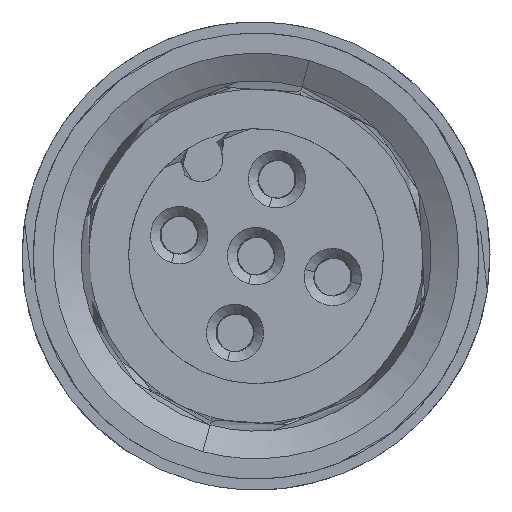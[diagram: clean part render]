
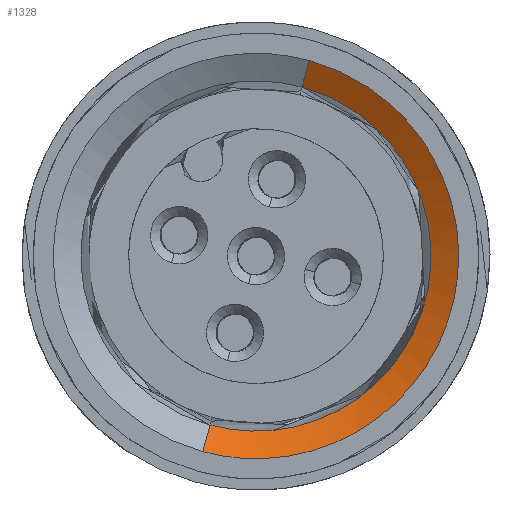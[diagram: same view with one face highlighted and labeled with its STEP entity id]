
A CAD part, left-side view. The second image highlights one B-rep face of the part: STEP entity #1328.
In plain terms, the highlighted conical face has half-angle 60 degrees and reference radius 5.5 mm.
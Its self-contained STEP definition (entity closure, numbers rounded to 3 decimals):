
#83 = FACE_OUTER_BOUND ( 'NONE', #4627, .T. ) ;
#106 = CARTESIAN_POINT ( 'NONE',  ( 1.29, 13.634, 32.166 ) ) ;
#181 = CARTESIAN_POINT ( 'NONE',  ( 1.29, 20., 25.384 ) ) ;
#376 = VERTEX_POINT ( 'NONE', #4495 ) ;
#778 = EDGE_CURVE ( 'NONE', #11737, #5173, #5073, .T. ) ;
#929 = CARTESIAN_POINT ( 'NONE',  ( 1.79, 14.5, 32.47 ) ) ;
#1224 = CARTESIAN_POINT ( 'NONE',  ( 1.29, 13.959, 33.802 ) ) ;
#1300 = CARTESIAN_POINT ( 'NONE',  ( 1.29, 18.35, 25.588 ) ) ;
#1328 = ADVANCED_FACE ( 'NONE', ( #83 ), #4796, .F. ) ;
#2053 = CARTESIAN_POINT ( 'NONE',  ( 1.79, 15.602, 35.131 ) ) ;
#2082 = B_SPLINE_CURVE_WITH_KNOTS ( 'NONE', 3,
 ( #8854, #13471, #3180, #7728, #12335, #2053, #6598, #11195, #929, #5484, #10064, #14666, #4372, #8937, #13544, #3248, #7803, #12411 ),
 .UNSPECIFIED., .F., .F.,
 ( 4, 2, 2, 2, 2, 2, 2, 2, 4 ),
 ( 0., 0.125, 0.25, 0.375, 0.5, 0.625, 0.75, 0.875, 1. ),
 .UNSPECIFIED. ) ;
#2164 = EDGE_CURVE ( 'NONE', #8066, #376, #7995, .T. ) ;
#2320 = DIRECTION ( 'NONE',  ( -0.5, 0., -0.866 ) ) ;
#2341 = CARTESIAN_POINT ( 'NONE',  ( 1.29, 15.793, 36.546 ) ) ;
#2425 = CARTESIAN_POINT ( 'NONE',  ( 1.29, 16.81, 26.226 ) ) ;
#2477 = DIRECTION ( 'NONE',  ( -1., 0., 0. ) ) ;
#2830 = DIRECTION ( 'NONE',  ( -0.5, 0., 0.866 ) ) ;
#3049 = VECTOR ( 'NONE', #2320, 1000. ) ;
#3180 = CARTESIAN_POINT ( 'NONE',  ( 1.79, 18.56, 37.107 ) ) ;
#3248 = CARTESIAN_POINT ( 'NONE',  ( 1.79, 18.56, 26.394 ) ) ;
#3359 = ORIENTED_EDGE ( 'NONE', *, *, #8148, .F. ) ;
#3449 = CARTESIAN_POINT ( 'NONE',  ( 1.29, 17.18, 37.473 ) ) ;
#3527 = CARTESIAN_POINT ( 'NONE',  ( 1.29, 14.908, 27.84 ) ) ;
#3530 = CARTESIAN_POINT ( 'NONE',  ( 1.29, 20., 38.117 ) ) ;
#4372 = CARTESIAN_POINT ( 'NONE',  ( 1.79, 15.602, 28.371 ) ) ;
#4495 = CARTESIAN_POINT ( 'NONE',  ( 1.29, 20., 25.384 ) ) ;
#4581 = CARTESIAN_POINT ( 'NONE',  ( 1.29, 20., 38.117 ) ) ;
#4627 = EDGE_LOOP ( 'NONE', ( #12854, #5956, #3359, #13554 ) ) ;
#4630 = CARTESIAN_POINT ( 'NONE',  ( 1.79, 20., 31.751 ) ) ;
#4653 = CARTESIAN_POINT ( 'NONE',  ( 1.29, 13.634, 30.916 ) ) ;
#4796 = CONICAL_SURFACE ( 'NONE', #13199, 5.5, 1.047 ) ;
#5073 = LINE ( 'NONE', #13109, #7193 ) ;
#5173 = VERTEX_POINT ( 'NONE', #3530 ) ;
#5484 = CARTESIAN_POINT ( 'NONE',  ( 1.79, 14.5, 31.031 ) ) ;
#5779 = CARTESIAN_POINT ( 'NONE',  ( 1.29, 13.838, 33.403 ) ) ;
#5851 = CARTESIAN_POINT ( 'NONE',  ( 1.29, 19.166, 25.426 ) ) ;
#5956 = ORIENTED_EDGE ( 'NONE', *, *, #2164, .T. ) ;
#6598 = CARTESIAN_POINT ( 'NONE',  ( 1.79, 15.194, 34.52 ) ) ;
#6896 = CARTESIAN_POINT ( 'NONE',  ( 1.29, 14.911, 35.665 ) ) ;
#6974 = CARTESIAN_POINT ( 'NONE',  ( 1.29, 17.178, 26.029 ) ) ;
#7024 = DIRECTION ( 'NONE',  ( 0., 0., 1. ) ) ;
#7193 = VECTOR ( 'NONE', #2830, 1000. ) ;
#7728 = CARTESIAN_POINT ( 'NONE',  ( 1.79, 17.23, 36.556 ) ) ;
#7803 = CARTESIAN_POINT ( 'NONE',  ( 1.79, 19.28, 26.251 ) ) ;
#7915 = B_SPLINE_CURVE_WITH_KNOTS ( 'NONE', 3,
 ( #4581, #9151, #13760, #3449, #8012, #12624, #2341, #6896, #11488, #1224, #5779, #10363, #106, #4653, #9230, #13836, #3527, #8086, #12699, #2425, #6974, #11567, #1300, #5851, #10439, #181 ),
 .UNSPECIFIED., .F., .F.,
 ( 4, 2, 2, 2, 2, 2, 2, 2, 2, 2, 2, 2, 4 ),
 ( 0., 2.5, 3.75, 5., 7.5, 8.75, 10., 12.5, 15., 16.25, 17.5, 18.749, 19.999 ),
 .UNSPECIFIED. ) ;
#7995 = LINE ( 'NONE', #12605, #3049 ) ;
#8012 = CARTESIAN_POINT ( 'NONE',  ( 1.29, 16.808, 37.274 ) ) ;
#8066 = VERTEX_POINT ( 'NONE', #12319 ) ;
#8086 = CARTESIAN_POINT ( 'NONE',  ( 1.29, 15.792, 26.955 ) ) ;
#8148 = EDGE_CURVE ( 'NONE', #5173, #376, #7915, .T. ) ;
#8854 = CARTESIAN_POINT ( 'NONE',  ( 1.79, 20., 37.251 ) ) ;
#8937 = CARTESIAN_POINT ( 'NONE',  ( 1.79, 16.62, 27.352 ) ) ;
#8966 = CARTESIAN_POINT ( 'NONE',  ( 1.79, 20., 37.251 ) ) ;
#9151 = CARTESIAN_POINT ( 'NONE',  ( 1.29, 19.163, 38.117 ) ) ;
#9230 = CARTESIAN_POINT ( 'NONE',  ( 1.29, 13.798, 30.088 ) ) ;
#10064 = CARTESIAN_POINT ( 'NONE',  ( 1.79, 14.643, 30.311 ) ) ;
#10363 = CARTESIAN_POINT ( 'NONE',  ( 1.29, 13.675, 32.585 ) ) ;
#10439 = CARTESIAN_POINT ( 'NONE',  ( 1.29, 19.582, 25.384 ) ) ;
#11195 = CARTESIAN_POINT ( 'NONE',  ( 1.79, 14.643, 33.19 ) ) ;
#11488 = CARTESIAN_POINT ( 'NONE',  ( 1.29, 14.436, 34.954 ) ) ;
#11567 = CARTESIAN_POINT ( 'NONE',  ( 1.29, 17.949, 25.71 ) ) ;
#11737 = VERTEX_POINT ( 'NONE', #8966 ) ;
#12319 = CARTESIAN_POINT ( 'NONE',  ( 1.79, 20., 26.251 ) ) ;
#12335 = CARTESIAN_POINT ( 'NONE',  ( 1.79, 16.62, 36.149 ) ) ;
#12411 = CARTESIAN_POINT ( 'NONE',  ( 1.79, 20., 26.251 ) ) ;
#12605 = CARTESIAN_POINT ( 'NONE',  ( 1.79, 20., 26.251 ) ) ;
#12624 = CARTESIAN_POINT ( 'NONE',  ( 1.29, 16.116, 36.811 ) ) ;
#12699 = CARTESIAN_POINT ( 'NONE',  ( 1.29, 16.117, 26.688 ) ) ;
#12854 = ORIENTED_EDGE ( 'NONE', *, *, #13905, .T. ) ;
#13109 = CARTESIAN_POINT ( 'NONE',  ( 1.79, 20., 37.251 ) ) ;
#13199 = AXIS2_PLACEMENT_3D ( 'NONE', #4630, #2477, #7024 ) ;
#13471 = CARTESIAN_POINT ( 'NONE',  ( 1.79, 19.28, 37.251 ) ) ;
#13544 = CARTESIAN_POINT ( 'NONE',  ( 1.79, 17.23, 26.945 ) ) ;
#13554 = ORIENTED_EDGE ( 'NONE', *, *, #778, .F. ) ;
#13760 = CARTESIAN_POINT ( 'NONE',  ( 1.29, 18.335, 37.951 ) ) ;
#13836 = CARTESIAN_POINT ( 'NONE',  ( 1.29, 14.439, 28.541 ) ) ;
#13905 = EDGE_CURVE ( 'NONE', #11737, #8066, #2082, .T. ) ;
#14666 = CARTESIAN_POINT ( 'NONE',  ( 1.79, 15.194, 28.981 ) ) ;
